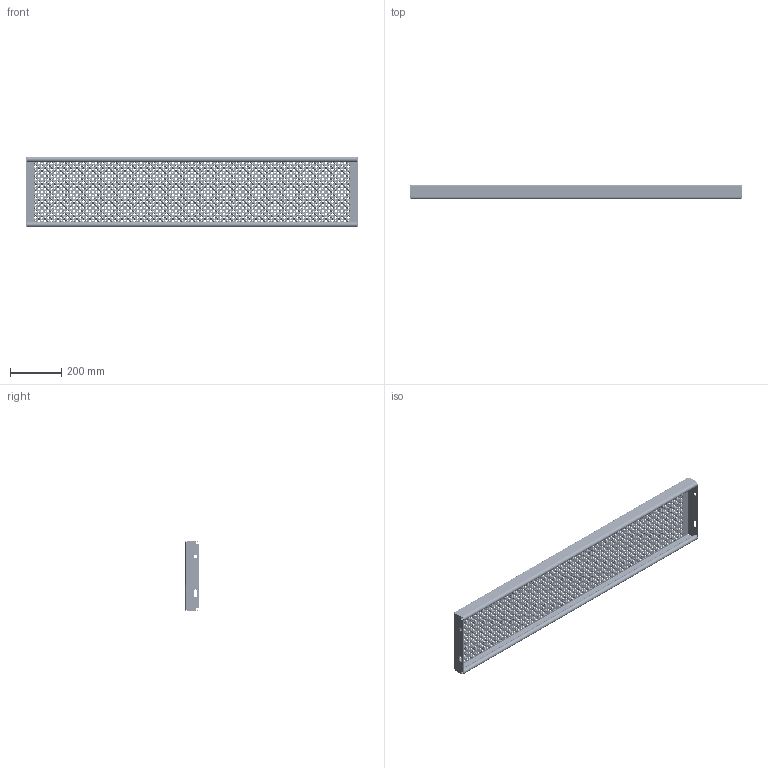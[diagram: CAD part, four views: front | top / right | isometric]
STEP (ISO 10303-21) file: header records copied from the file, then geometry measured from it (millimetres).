
FILE_DESCRIPTION (( 'STEP AP203' ), '1' );
FILE_NAME ('00000_ACHILTRIN_275XALLEX45-57_M_OPTRÆK.STEP', '2012-04-20T07:22:58', ( 'JKJ' ), ( '' ), 'SwSTEP 2.0', 'SolidWorks 2011', '' );
FILE_SCHEMA (( 'CONFIG_CONTROL_DESIGN' ));
Products named in the file (1): 00000_ACHILTRIN_275XALLEX45-57_M_OPTRÆK
Bounding box: 1300 x 57 x 275 mm (x, y, z)
Volume: 1237075.9 mm3; surface area: 1306184.6 mm2
Topology: 1 solids, 1 shells, 8396 faces, 18904 edges, 12589 vertices
Faces by surface type: cone 4158, plane 2117, cylinder 2113, bspline 8
Full cylindrical faces by diameter (mm): 5 x1039, 8.5 x1040, 13 x2
Entity records: 198303 total; most frequent: DIRECTION 37780, CARTESIAN_POINT 30087, ORIENTED_EDGE 21174, EDGE_LOOP 20880, AXIS2_PLACEMENT_3D 18836, EDGE_CURVE 10587, VERTEX_POINT 10511, FACE_OUTER_BOUND 10477
